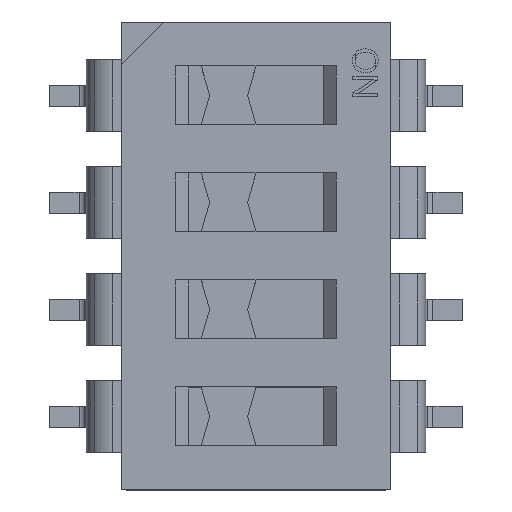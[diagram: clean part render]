
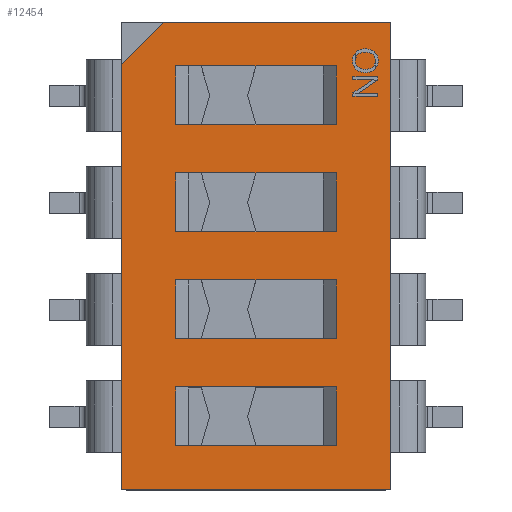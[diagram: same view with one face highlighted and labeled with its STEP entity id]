
A CAD part, top view. The second image highlights one B-rep face of the part: STEP entity #12454.
In plain terms, the highlighted planar face has unit normal (0, 0, 1).
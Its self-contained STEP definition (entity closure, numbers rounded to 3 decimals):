
#11526=CARTESIAN_POINT('',(1.9,-3.11,3.925));
#11527=VERTEX_POINT('',#11526);
#11544=CARTESIAN_POINT('',(1.9,-4.51,3.925));
#11545=VERTEX_POINT('',#11544);
#11552=CARTESIAN_POINT('',(1.9,-4.51,3.925));
#11553=DIRECTION('',(0.0,1.0,0.0));
#11554=VECTOR('',#11553,1.4);
#11555=LINE('',#11552,#11554);
#11556=EDGE_CURVE('',#11545,#11527,#11555,.T.);
#11597=CARTESIAN_POINT('',(-1.9,-4.51,3.925));
#11598=VERTEX_POINT('',#11597);
#11615=CARTESIAN_POINT('',(-1.9,-3.11,3.925));
#11616=VERTEX_POINT('',#11615);
#11623=CARTESIAN_POINT('',(-1.9,-3.11,3.925));
#11624=DIRECTION('',(0.0,-1.0,0.0));
#11625=VECTOR('',#11624,1.4);
#11626=LINE('',#11623,#11625);
#11627=EDGE_CURVE('',#11616,#11598,#11626,.T.);
#11668=CARTESIAN_POINT('',(1.9,-0.57,3.925));
#11669=VERTEX_POINT('',#11668);
#11686=CARTESIAN_POINT('',(1.9,-1.97,3.925));
#11687=VERTEX_POINT('',#11686);
#11694=CARTESIAN_POINT('',(1.9,-1.97,3.925));
#11695=DIRECTION('',(0.0,1.0,0.0));
#11696=VECTOR('',#11695,1.4);
#11697=LINE('',#11694,#11696);
#11698=EDGE_CURVE('',#11687,#11669,#11697,.T.);
#11739=CARTESIAN_POINT('',(-1.9,-1.97,3.925));
#11740=VERTEX_POINT('',#11739);
#11757=CARTESIAN_POINT('',(-1.9,-0.57,3.925));
#11758=VERTEX_POINT('',#11757);
#11765=CARTESIAN_POINT('',(-1.9,-0.57,3.925));
#11766=DIRECTION('',(0.0,-1.0,0.0));
#11767=VECTOR('',#11766,1.4);
#11768=LINE('',#11765,#11767);
#11769=EDGE_CURVE('',#11758,#11740,#11768,.T.);
#11810=CARTESIAN_POINT('',(1.9,1.97,3.925));
#11811=VERTEX_POINT('',#11810);
#11828=CARTESIAN_POINT('',(1.9,0.57,3.925));
#11829=VERTEX_POINT('',#11828);
#11836=CARTESIAN_POINT('',(1.9,0.57,3.925));
#11837=DIRECTION('',(0.0,1.0,0.0));
#11838=VECTOR('',#11837,1.4);
#11839=LINE('',#11836,#11838);
#11840=EDGE_CURVE('',#11829,#11811,#11839,.T.);
#11881=CARTESIAN_POINT('',(-1.9,0.57,3.925));
#11882=VERTEX_POINT('',#11881);
#11899=CARTESIAN_POINT('',(-1.9,1.97,3.925));
#11900=VERTEX_POINT('',#11899);
#11907=CARTESIAN_POINT('',(-1.9,1.97,3.925));
#11908=DIRECTION('',(0.0,-1.0,0.0));
#11909=VECTOR('',#11908,1.4);
#11910=LINE('',#11907,#11909);
#11911=EDGE_CURVE('',#11900,#11882,#11910,.T.);
#11952=CARTESIAN_POINT('',(1.9,4.51,3.925));
#11953=VERTEX_POINT('',#11952);
#11970=CARTESIAN_POINT('',(1.9,3.11,3.925));
#11971=VERTEX_POINT('',#11970);
#11978=CARTESIAN_POINT('',(1.9,3.11,3.925));
#11979=DIRECTION('',(0.0,1.0,0.0));
#11980=VECTOR('',#11979,1.4);
#11981=LINE('',#11978,#11980);
#11982=EDGE_CURVE('',#11971,#11953,#11981,.T.);
#12023=CARTESIAN_POINT('',(-1.9,3.11,3.925));
#12024=VERTEX_POINT('',#12023);
#12041=CARTESIAN_POINT('',(-1.9,4.51,3.925));
#12042=VERTEX_POINT('',#12041);
#12049=CARTESIAN_POINT('',(-1.9,4.51,3.925));
#12050=DIRECTION('',(0.0,-1.0,0.0));
#12051=VECTOR('',#12050,1.4);
#12052=LINE('',#12049,#12051);
#12053=EDGE_CURVE('',#12042,#12024,#12052,.T.);
#12102=CARTESIAN_POINT('',(-1.9,1.97,3.925));
#12103=DIRECTION('',(1.0,0.0,0.0));
#12104=VECTOR('',#12103,3.8);
#12105=LINE('',#12102,#12104);
#12106=EDGE_CURVE('',#11900,#11811,#12105,.T.);
#12126=CARTESIAN_POINT('',(-1.9,0.57,3.925));
#12127=DIRECTION('',(1.0,0.0,0.0));
#12128=VECTOR('',#12127,3.8);
#12129=LINE('',#12126,#12128);
#12130=EDGE_CURVE('',#11882,#11829,#12129,.T.);
#12162=CARTESIAN_POINT('',(-1.9,-0.57,3.925));
#12163=DIRECTION('',(1.0,0.0,0.0));
#12164=VECTOR('',#12163,3.8);
#12165=LINE('',#12162,#12164);
#12166=EDGE_CURVE('',#11758,#11669,#12165,.T.);
#12186=CARTESIAN_POINT('',(-1.9,-1.97,3.925));
#12187=DIRECTION('',(1.0,0.0,0.0));
#12188=VECTOR('',#12187,3.8);
#12189=LINE('',#12186,#12188);
#12190=EDGE_CURVE('',#11740,#11687,#12189,.T.);
#12222=CARTESIAN_POINT('',(-1.9,-3.11,3.925));
#12223=DIRECTION('',(1.0,0.0,0.0));
#12224=VECTOR('',#12223,3.8);
#12225=LINE('',#12222,#12224);
#12226=EDGE_CURVE('',#11616,#11527,#12225,.T.);
#12246=CARTESIAN_POINT('',(-1.9,-4.51,3.925));
#12247=DIRECTION('',(1.0,0.0,0.0));
#12248=VECTOR('',#12247,3.8);
#12249=LINE('',#12246,#12248);
#12250=EDGE_CURVE('',#11598,#11545,#12249,.T.);
#12282=CARTESIAN_POINT('',(-1.9,4.51,3.925));
#12283=DIRECTION('',(1.0,0.0,0.0));
#12284=VECTOR('',#12283,3.8);
#12285=LINE('',#12282,#12284);
#12286=EDGE_CURVE('',#12042,#11953,#12285,.T.);
#12306=CARTESIAN_POINT('',(-1.9,3.11,3.925));
#12307=DIRECTION('',(1.0,0.0,0.0));
#12308=VECTOR('',#12307,3.8);
#12309=LINE('',#12306,#12308);
#12310=EDGE_CURVE('',#12024,#11971,#12309,.T.);
#12344=CARTESIAN_POINT('',(-3.2,4.55,3.925));
#12345=VERTEX_POINT('',#12344);
#12352=CARTESIAN_POINT('',(-2.2,5.55,3.925));
#12353=VERTEX_POINT('',#12352);
#12354=CARTESIAN_POINT('',(-2.2,5.55,3.925));
#12355=DIRECTION('',(-0.707,-0.707,0.0));
#12356=VECTOR('',#12355,1.414);
#12357=LINE('',#12354,#12356);
#12358=EDGE_CURVE('',#12353,#12345,#12357,.T.);
#12392=CARTESIAN_POINT('',(0.,-5.08,3.925));
#12393=DIRECTION('',(0.0,0.0,1.0));
#12394=DIRECTION('',(0.0,-1.0,0.0));
#12395=AXIS2_PLACEMENT_3D('',#12392,#12393,#12394);
#12396=PLANE('',#12395);
#12397=ORIENTED_EDGE('',*,*,#12358,.T.);
#12398=CARTESIAN_POINT('',(-3.2,-5.55,3.925));
#12399=VERTEX_POINT('',#12398);
#12400=CARTESIAN_POINT('',(-3.2,-5.55,3.925));
#12401=DIRECTION('',(0.0,1.0,0.0));
#12402=VECTOR('',#12401,10.1);
#12403=LINE('',#12400,#12402);
#12404=EDGE_CURVE('',#12399,#12345,#12403,.T.);
#12405=ORIENTED_EDGE('',*,*,#12404,.F.);
#12406=CARTESIAN_POINT('',(3.2,-5.55,3.925));
#12407=VERTEX_POINT('',#12406);
#12408=CARTESIAN_POINT('',(3.2,-5.55,3.925));
#12409=DIRECTION('',(-1.0,0.0,0.0));
#12410=VECTOR('',#12409,6.4);
#12411=LINE('',#12408,#12410);
#12412=EDGE_CURVE('',#12407,#12399,#12411,.T.);
#12413=ORIENTED_EDGE('',*,*,#12412,.F.);
#12414=CARTESIAN_POINT('',(3.2,5.55,3.925));
#12415=VERTEX_POINT('',#12414);
#12416=CARTESIAN_POINT('',(3.2,5.55,3.925));
#12417=DIRECTION('',(0.0,-1.0,0.0));
#12418=VECTOR('',#12417,11.1);
#12419=LINE('',#12416,#12418);
#12420=EDGE_CURVE('',#12415,#12407,#12419,.T.);
#12421=ORIENTED_EDGE('',*,*,#12420,.F.);
#12422=CARTESIAN_POINT('',(-2.2,5.55,3.925));
#12423=DIRECTION('',(1.0,0.0,0.0));
#12424=VECTOR('',#12423,5.4);
#12425=LINE('',#12422,#12424);
#12426=EDGE_CURVE('',#12353,#12415,#12425,.T.);
#12427=ORIENTED_EDGE('',*,*,#12426,.F.);
#12428=EDGE_LOOP('',(#12397,#12405,#12413,#12421,#12427));
#12429=FACE_OUTER_BOUND('',#12428,.T.);
#12430=ORIENTED_EDGE('',*,*,#12250,.F.);
#12431=ORIENTED_EDGE('',*,*,#11627,.F.);
#12432=ORIENTED_EDGE('',*,*,#12226,.T.);
#12433=ORIENTED_EDGE('',*,*,#11556,.F.);
#12434=EDGE_LOOP('',(#12430,#12431,#12432,#12433));
#12435=FACE_BOUND('',#12434,.T.);
#12436=ORIENTED_EDGE('',*,*,#12190,.F.);
#12437=ORIENTED_EDGE('',*,*,#11769,.F.);
#12438=ORIENTED_EDGE('',*,*,#12166,.T.);
#12439=ORIENTED_EDGE('',*,*,#11698,.F.);
#12440=EDGE_LOOP('',(#12436,#12437,#12438,#12439));
#12441=FACE_BOUND('',#12440,.T.);
#12442=ORIENTED_EDGE('',*,*,#12130,.F.);
#12443=ORIENTED_EDGE('',*,*,#11911,.F.);
#12444=ORIENTED_EDGE('',*,*,#12106,.T.);
#12445=ORIENTED_EDGE('',*,*,#11840,.F.);
#12446=EDGE_LOOP('',(#12442,#12443,#12444,#12445));
#12447=FACE_BOUND('',#12446,.T.);
#12448=ORIENTED_EDGE('',*,*,#12310,.F.);
#12449=ORIENTED_EDGE('',*,*,#12053,.F.);
#12450=ORIENTED_EDGE('',*,*,#12286,.T.);
#12451=ORIENTED_EDGE('',*,*,#11982,.F.);
#12452=EDGE_LOOP('',(#12448,#12449,#12450,#12451));
#12453=FACE_BOUND('',#12452,.T.);
#12454=ADVANCED_FACE('',(#12429,#12435,#12441,#12447,#12453),#12396,.T.);
